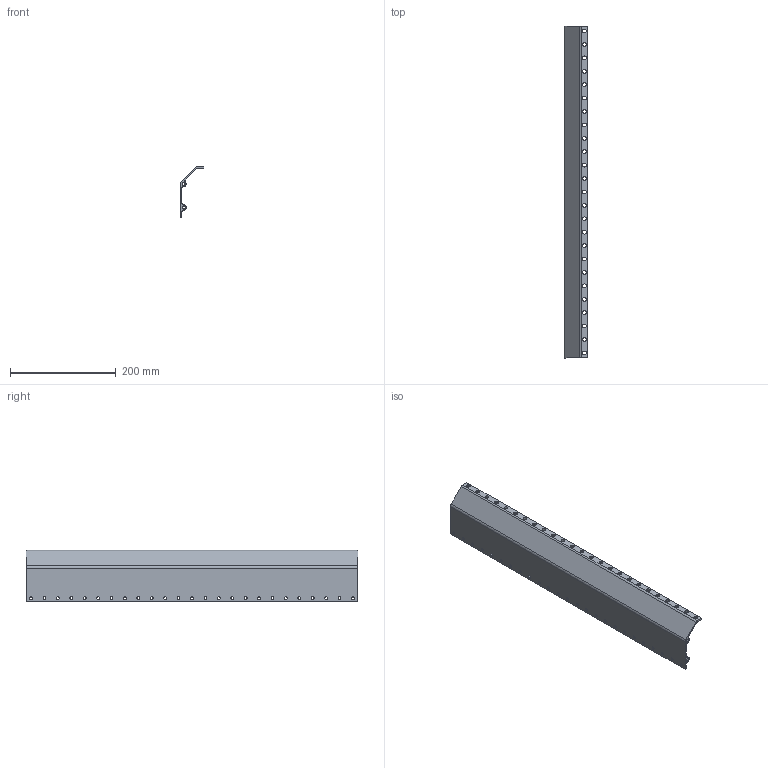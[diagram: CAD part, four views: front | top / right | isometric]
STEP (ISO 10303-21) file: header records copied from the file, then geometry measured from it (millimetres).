
FILE_DESCRIPTION(/* description */ (''),/* implementation_level */ '2;1');
FILE_NAME(/* name */ 'Cross Brace Extrusion 24-75.ipt.step',/* time_stamp */ '2014-01-07T11:00:02-08:00',/* author */ ('Philip'),/* organization */ (''),/* preprocessor_version */ 'ST-DEVELOPER v15.2',/* originating_system */ 'Autodesk Inventor 2014',/* authorisation */ '');
FILE_SCHEMA (('AUTOMOTIVE_DESIGN { 1 0 10303 214 3 1 1 }'));
Length unit declared in the file: inch
Products named in the file (1): Cross Brace Extrusion 24-75
Bounding box: 44.45 x 628.65 x 96.84 mm (x, y, z)
Volume: 292419.6 mm3; surface area: 187832.5 mm2
Topology: 1 solids, 1 shells, 77 faces, 225 edges, 150 vertices
Faces by surface type: cylinder 62, plane 15
Full cylindrical faces by diameter (mm): 5.334 x25, 5.867 x2, 7.112 x25
Entity records: 2592 total; most frequent: DIRECTION 453, CARTESIAN_POINT 401, ORIENTED_EDGE 346, EDGE_LOOP 233, AXIS2_PLACEMENT_3D 202, EDGE_CURVE 173, FACE_BOUND 156, VERTEX_POINT 150
